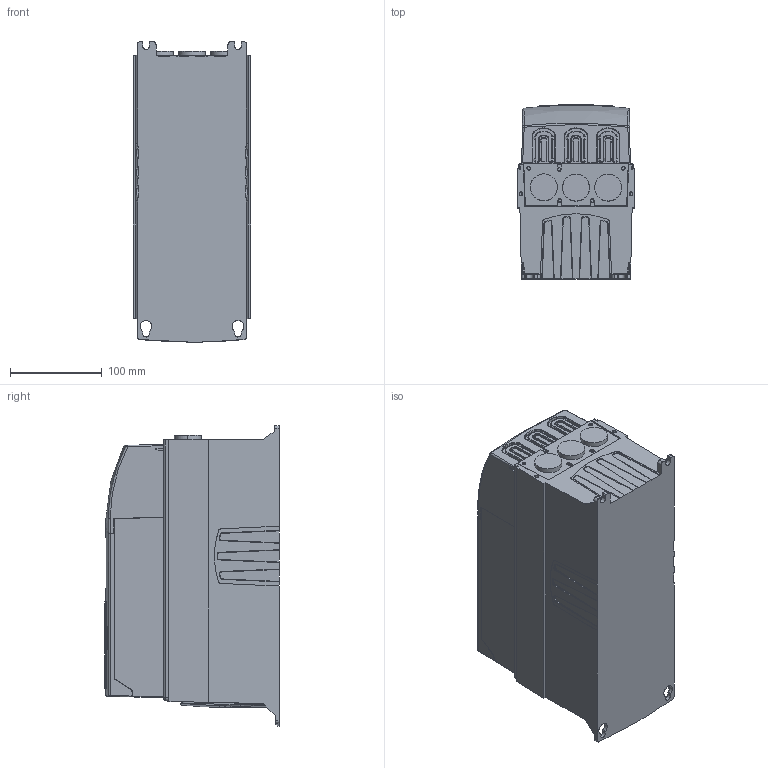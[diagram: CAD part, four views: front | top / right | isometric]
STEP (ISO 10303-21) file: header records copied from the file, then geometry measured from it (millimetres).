
FILE_DESCRIPTION((''),'2;1');
FILE_NAME('VACON_FR4_IP21_1','2020-03-04T',('U377409'),('Danfoss Drives A/S'),'CREO PARAMETRIC BY PTC INC, 2018070','CREO PARAMETRIC BY PTC INC, 2018070','');
FILE_SCHEMA(('CONFIG_CONTROL_DESIGN','GEOMETRIC_VALIDATION_PROPERTIES_MIM'));
Products named in the file (1): VACON_FR4_IP21_1
Bounding box: 128 x 189.64 x 326.63 mm (x, y, z)
Volume: 3494593.2 mm3; surface area: 556706 mm2
Topology: 1 solids, 9 shells, 2563 faces, 7359 edges, 4796 vertices
Faces by surface type: plane 1158, cylinder 833, bspline 313, torus 89, cone 87, sphere 63, revolution 16, extrusion 4
Entity records: 117421 total; most frequent: CARTESIAN_POINT 35294, ORIENTED_EDGE 14519, DIRECTION 11100, EDGE_CURVE 7309, VERTEX_POINT 4796, VECTOR 3846, LINE 3842, PRESENTATION_STYLE_ASSIGNMENT 3677
